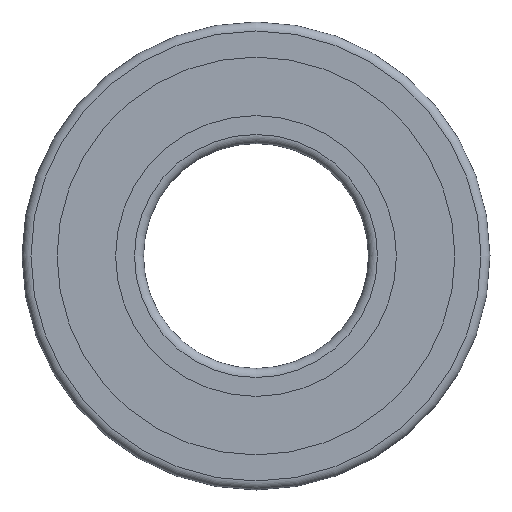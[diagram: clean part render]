
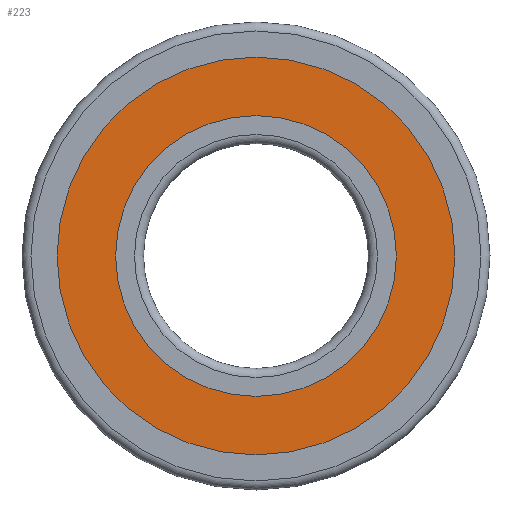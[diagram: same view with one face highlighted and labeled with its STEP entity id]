
A CAD part, left-side view. The second image highlights one B-rep face of the part: STEP entity #223.
In plain terms, the highlighted planar face has unit normal (-1, 0, 0).
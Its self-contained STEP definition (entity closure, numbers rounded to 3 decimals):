
#31=PLANE('',#260);
#42=ORIENTED_EDGE('',*,*,#80,.T.);
#43=ORIENTED_EDGE('',*,*,#79,.F.);
#79=EDGE_CURVE('',#99,#99,#119,.T.);
#80=EDGE_CURVE('',#100,#100,#120,.T.);
#99=VERTEX_POINT('',#386);
#100=VERTEX_POINT('',#389);
#119=CIRCLE('',#259,22.1);
#120=CIRCLE('',#261,15.6);
#142=EDGE_LOOP('',(#42));
#143=EDGE_LOOP('',(#43));
#182=FACE_BOUND('',#142,.T.);
#183=FACE_BOUND('',#143,.T.);
#223=ADVANCED_FACE('',(#182,#183),#31,.T.);
#259=AXIS2_PLACEMENT_3D('',#385,#307,#308);
#260=AXIS2_PLACEMENT_3D('',#387,#309,#310);
#261=AXIS2_PLACEMENT_3D('',#388,#311,#312);
#307=DIRECTION('',(1.,0.,0.));
#308=DIRECTION('',(0.,0.,-1.));
#309=DIRECTION('',(-1.,0.,0.));
#310=DIRECTION('',(0.,0.,1.));
#311=DIRECTION('',(1.,0.,0.));
#312=DIRECTION('',(0.,0.,-1.));
#385=CARTESIAN_POINT('',(-8.8,0.,0.));
#386=CARTESIAN_POINT('',(-8.8,0.,-22.1));
#387=CARTESIAN_POINT('',(-8.8,22.1,0.));
#388=CARTESIAN_POINT('',(-8.8,0.,0.));
#389=CARTESIAN_POINT('',(-8.8,0.,-15.6));
